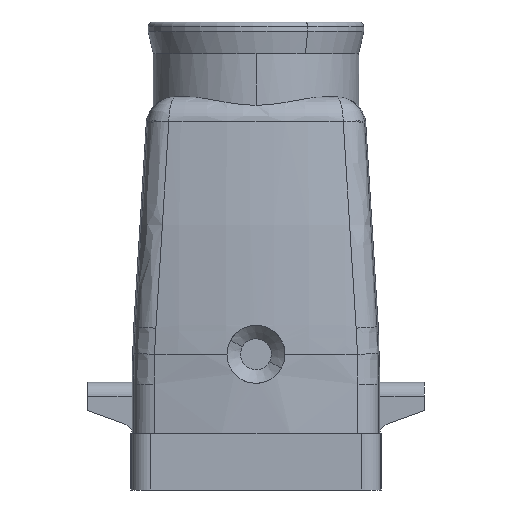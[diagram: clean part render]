
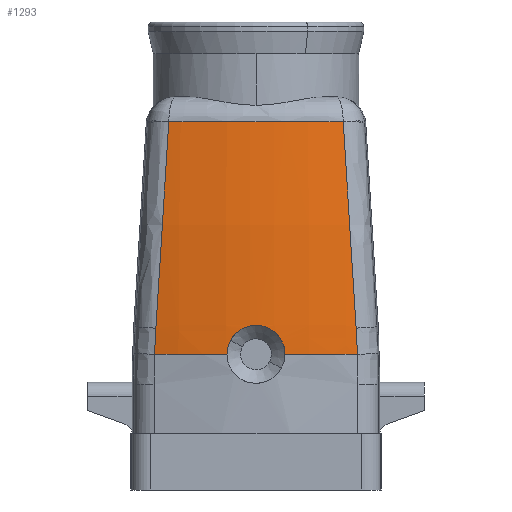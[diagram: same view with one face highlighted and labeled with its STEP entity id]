
A CAD part, front view. The second image highlights one B-rep face of the part: STEP entity #1293.
In plain terms, the highlighted face is a revolution surface.
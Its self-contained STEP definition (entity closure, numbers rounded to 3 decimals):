
#1233=AXIS2_PLACEMENT_3D('Circle Axis2P3D',#1231,#1232,$) ;
#1264=AXIS2_PLACEMENT_3D('Circle Axis2P3D',#1262,#1263,$) ;
#1277=AXIS2_PLACEMENT_3D('Circle Axis2P3D',#1275,#1276,$) ;
#952=CARTESIAN_POINT('Vertex',(8.679,2.408,39.328)) ;
#956=CARTESIAN_POINT('Control Point',(8.679,2.408,39.328)) ;
#957=CARTESIAN_POINT('Control Point',(8.679,2.408,39.33)) ;
#958=CARTESIAN_POINT('Control Point',(8.679,2.408,39.332)) ;
#959=CARTESIAN_POINT('Control Point',(8.679,2.408,39.335)) ;
#960=CARTESIAN_POINT('Control Point',(8.68,2.409,39.337)) ;
#961=CARTESIAN_POINT('Control Point',(8.68,2.409,39.339)) ;
#962=CARTESIAN_POINT('Vertex',(8.679,2.409,39.339)) ;
#1178=CARTESIAN_POINT('Vertex',(7.297,1.277,17.293)) ;
#1182=CARTESIAN_POINT('Control Point',(7.297,1.277,17.293)) ;
#1183=CARTESIAN_POINT('Control Point',(7.58,1.273,21.708)) ;
#1184=CARTESIAN_POINT('Control Point',(7.86,1.384,26.123)) ;
#1185=CARTESIAN_POINT('Control Point',(8.136,1.611,30.534)) ;
#1186=CARTESIAN_POINT('Control Point',(8.409,1.952,34.937)) ;
#1187=CARTESIAN_POINT('Control Point',(8.679,2.408,39.328)) ;
#1197=CARTESIAN_POINT('Control Point',(-2.,4.274,14.5)) ;
#1198=CARTESIAN_POINT('Control Point',(-2.,4.274,22.797)) ;
#1199=CARTESIAN_POINT('Control Point',(-1.812,4.705,31.095)) ;
#1200=CARTESIAN_POINT('Control Point',(-1.437,5.563,39.339)) ;
#1201=CARTESIAN_POINT('Axis1P Location',(18.,50.1,14.5)) ;
#1206=CARTESIAN_POINT('Control Point',(14.9,0.196,14.5)) ;
#1207=CARTESIAN_POINT('Control Point',(14.9,0.196,15.016)) ;
#1208=CARTESIAN_POINT('Control Point',(15.032,0.19,15.532)) ;
#1209=CARTESIAN_POINT('Control Point',(15.279,0.179,15.986)) ;
#1210=CARTESIAN_POINT('Vertex',(14.9,0.196,14.5)) ;
#1212=CARTESIAN_POINT('Vertex',(15.279,0.179,15.986)) ;
#1216=CARTESIAN_POINT('Control Point',(21.1,0.196,14.5)) ;
#1217=CARTESIAN_POINT('Control Point',(21.1,0.196,15.198)) ;
#1218=CARTESIAN_POINT('Control Point',(20.904,0.187,15.896)) ;
#1219=CARTESIAN_POINT('Control Point',(20.51,0.168,16.521)) ;
#1220=CARTESIAN_POINT('Control Point',(19.69,0.139,17.238)) ;
#1221=CARTESIAN_POINT('Control Point',(18.678,0.124,17.555)) ;
#1222=CARTESIAN_POINT('Control Point',(18.33,0.121,17.612)) ;
#1223=CARTESIAN_POINT('Control Point',(17.38,0.12,17.632)) ;
#1224=CARTESIAN_POINT('Control Point',(16.474,0.136,17.298)) ;
#1225=CARTESIAN_POINT('Control Point',(15.967,0.152,16.953)) ;
#1226=CARTESIAN_POINT('Control Point',(15.562,0.167,16.503)) ;
#1227=CARTESIAN_POINT('Control Point',(15.279,0.179,15.986)) ;
#1228=CARTESIAN_POINT('Vertex',(21.1,0.196,14.5)) ;
#1231=CARTESIAN_POINT('Axis2P3D Location',(18.,50.1,14.5)) ;
#1235=CARTESIAN_POINT('Vertex',(28.841,1.289,14.5)) ;
#1239=CARTESIAN_POINT('Control Point',(28.703,1.277,17.293)) ;
#1240=CARTESIAN_POINT('Control Point',(28.763,1.278,16.363)) ;
#1241=CARTESIAN_POINT('Control Point',(28.809,1.282,15.432)) ;
#1242=CARTESIAN_POINT('Control Point',(28.841,1.289,14.5)) ;
#1243=CARTESIAN_POINT('Vertex',(28.703,1.277,17.293)) ;
#1247=CARTESIAN_POINT('Control Point',(27.321,2.408,39.328)) ;
#1248=CARTESIAN_POINT('Control Point',(27.77,1.649,32.009)) ;
#1249=CARTESIAN_POINT('Control Point',(28.232,1.269,24.651)) ;
#1250=CARTESIAN_POINT('Control Point',(28.703,1.277,17.293)) ;
#1251=CARTESIAN_POINT('Vertex',(27.321,2.408,39.328)) ;
#1255=CARTESIAN_POINT('Control Point',(27.321,2.408,39.328)) ;
#1256=CARTESIAN_POINT('Control Point',(27.321,2.408,39.332)) ;
#1257=CARTESIAN_POINT('Control Point',(27.321,2.409,39.335)) ;
#1258=CARTESIAN_POINT('Control Point',(27.32,2.409,39.339)) ;
#1259=CARTESIAN_POINT('Vertex',(27.321,2.409,39.339)) ;
#1262=CARTESIAN_POINT('Axis2P3D Location',(18.,50.1,39.339)) ;
#1268=CARTESIAN_POINT('Control Point',(7.159,1.289,14.5)) ;
#1269=CARTESIAN_POINT('Control Point',(7.191,1.282,15.432)) ;
#1270=CARTESIAN_POINT('Control Point',(7.237,1.278,16.363)) ;
#1271=CARTESIAN_POINT('Control Point',(7.297,1.277,17.293)) ;
#1272=CARTESIAN_POINT('Vertex',(7.159,1.289,14.5)) ;
#1275=CARTESIAN_POINT('Axis2P3D Location',(18.,50.1,14.5)) ;
#1202=DIRECTION('Axis1P Direction',(0.,0.,1.)) ;
#1232=DIRECTION('Axis2P3D Direction',(0.,0.,1.)) ;
#1263=DIRECTION('Axis2P3D Direction',(0.,0.,1.)) ;
#1276=DIRECTION('Axis2P3D Direction',(0.,0.,1.)) ;
#1203=AXIS1_PLACEMENT('Revolution Surface Axis1P',#1201,#1202) ;
#1281=ORIENTED_EDGE('',*,*,#1214,.T.) ;
#1282=ORIENTED_EDGE('',*,*,#1230,.F.) ;
#1283=ORIENTED_EDGE('',*,*,#1237,.T.) ;
#1284=ORIENTED_EDGE('',*,*,#1245,.T.) ;
#1285=ORIENTED_EDGE('',*,*,#1253,.T.) ;
#1286=ORIENTED_EDGE('',*,*,#1261,.T.) ;
#1287=ORIENTED_EDGE('',*,*,#1266,.T.) ;
#1288=ORIENTED_EDGE('',*,*,#964,.F.) ;
#1289=ORIENTED_EDGE('',*,*,#1188,.F.) ;
#1290=ORIENTED_EDGE('',*,*,#1274,.F.) ;
#1291=ORIENTED_EDGE('',*,*,#1279,.T.) ;
#1293=ADVANCED_FACE('Hauptk\X2\00F6\X0\rper',(#1292),#1204,.T.) ;
#955=B_SPLINE_CURVE_WITH_KNOTS('',5,(#956,#957,#958,#959,#960,#961),.UNSPECIFIED.,.F.,.U.,(6,6),(7.181,7.336),.UNSPECIFIED.) ;
#1181=B_SPLINE_CURVE_WITH_KNOTS('',5,(#1182,#1183,#1184,#1185,#1186,#1187),.UNSPECIFIED.,.F.,.U.,(6,6),(11.7,42.778),.UNSPECIFIED.) ;
#1196=B_SPLINE_CURVE_WITH_KNOTS('',3,(#1197,#1198,#1199,#1200),.UNSPECIFIED.,.F.,.U.,(4,4),(0.,24.892),.UNSPECIFIED.) ;
#1205=B_SPLINE_CURVE_WITH_KNOTS('',3,(#1206,#1207,#1208,#1209),.UNSPECIFIED.,.F.,.U.,(4,4),(0.,2.191),.UNSPECIFIED.) ;
#1215=B_SPLINE_CURVE_WITH_KNOTS('',5,(#1216,#1217,#1218,#1219,#1220,#1221,#1222,#1223,#1224,#1225,#1226,#1227),.UNSPECIFIED.,.F.,.U.,(6,3,3,6),(0.,4.935,7.385,11.54),.UNSPECIFIED.) ;
#1238=B_SPLINE_CURVE_WITH_KNOTS('',3,(#1239,#1240,#1241,#1242),.UNSPECIFIED.,.F.,.U.,(4,4),(44.369,48.354),.UNSPECIFIED.) ;
#1246=B_SPLINE_CURVE_WITH_KNOTS('',3,(#1247,#1248,#1249,#1250),.UNSPECIFIED.,.F.,.U.,(4,4),(11.538,42.616),.UNSPECIFIED.) ;
#1254=B_SPLINE_CURVE_WITH_KNOTS('',3,(#1255,#1256,#1257,#1258),.UNSPECIFIED.,.F.,.U.,(4,4),(7.181,7.336),.UNSPECIFIED.) ;
#1267=B_SPLINE_CURVE_WITH_KNOTS('',3,(#1268,#1269,#1270,#1271),.UNSPECIFIED.,.F.,.U.,(4,4),(7.861,11.847),.UNSPECIFIED.) ;
#1234=CIRCLE('generated circle',#1233,50.) ;
#1265=CIRCLE('generated circle',#1264,48.593) ;
#1278=CIRCLE('generated circle',#1277,50.) ;
#964=EDGE_CURVE('',#953,#963,#955,.T.) ;
#1188=EDGE_CURVE('',#1179,#953,#1181,.T.) ;
#1214=EDGE_CURVE('',#1211,#1213,#1205,.T.) ;
#1230=EDGE_CURVE('',#1229,#1213,#1215,.T.) ;
#1237=EDGE_CURVE('',#1229,#1236,#1234,.T.) ;
#1245=EDGE_CURVE('',#1236,#1244,#1238,.F.) ;
#1253=EDGE_CURVE('',#1244,#1252,#1246,.F.) ;
#1261=EDGE_CURVE('',#1252,#1260,#1254,.T.) ;
#1266=EDGE_CURVE('',#1260,#963,#1265,.F.) ;
#1274=EDGE_CURVE('',#1273,#1179,#1267,.T.) ;
#1279=EDGE_CURVE('',#1273,#1211,#1278,.T.) ;
#1280=EDGE_LOOP('',(#1281,#1282,#1283,#1284,#1285,#1286,#1287,#1288,#1289,#1290,#1291)) ;
#1292=FACE_OUTER_BOUND('',#1280,.T.) ;
#1204=SURFACE_OF_REVOLUTION('Surface of Revolution',#1196,#1203) ;
#953=VERTEX_POINT('',#952) ;
#963=VERTEX_POINT('',#962) ;
#1179=VERTEX_POINT('',#1178) ;
#1211=VERTEX_POINT('',#1210) ;
#1213=VERTEX_POINT('',#1212) ;
#1229=VERTEX_POINT('',#1228) ;
#1236=VERTEX_POINT('',#1235) ;
#1244=VERTEX_POINT('',#1243) ;
#1252=VERTEX_POINT('',#1251) ;
#1260=VERTEX_POINT('',#1259) ;
#1273=VERTEX_POINT('',#1272) ;
